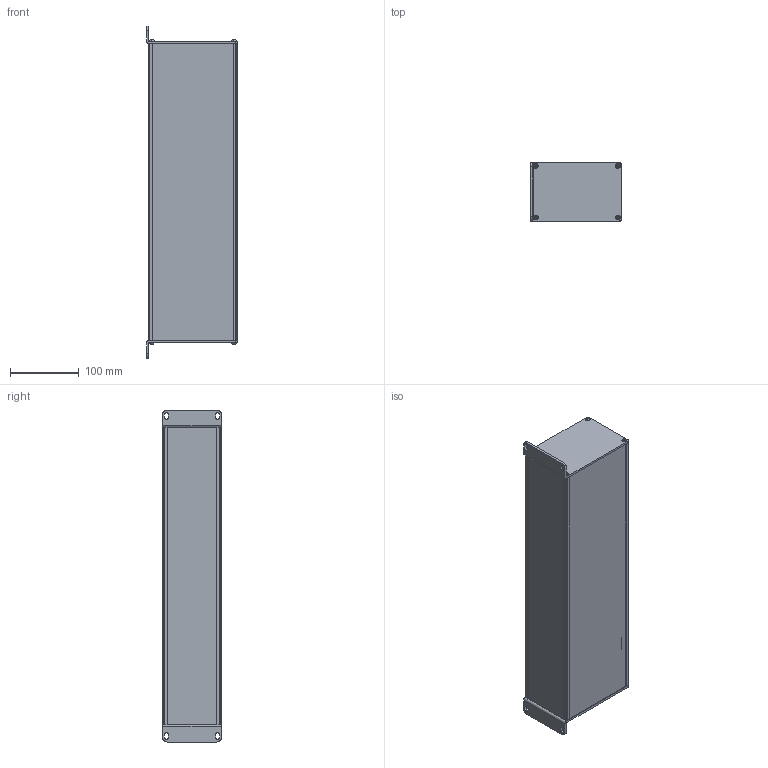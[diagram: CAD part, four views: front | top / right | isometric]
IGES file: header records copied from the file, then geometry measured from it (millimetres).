
Start section: SolidWorks IGES file using analytic representation for surfaces
Global section: file name: 2ru5.IGS; native system: SolidWorks 2010; preprocessor: SolidWorks 2010; author: Steve; date: 100531.195606; units: inch
Bounding box: 132.21 x 85.09 x 482.6 mm (x, y, z)
Surface area: 540312.2 mm2 (no closed solid volume)
Topology: 0 solids, 0 shells, 828 faces, 12776 edges, 12776 vertices
Faces by surface type: bspline 448, revolution 380
